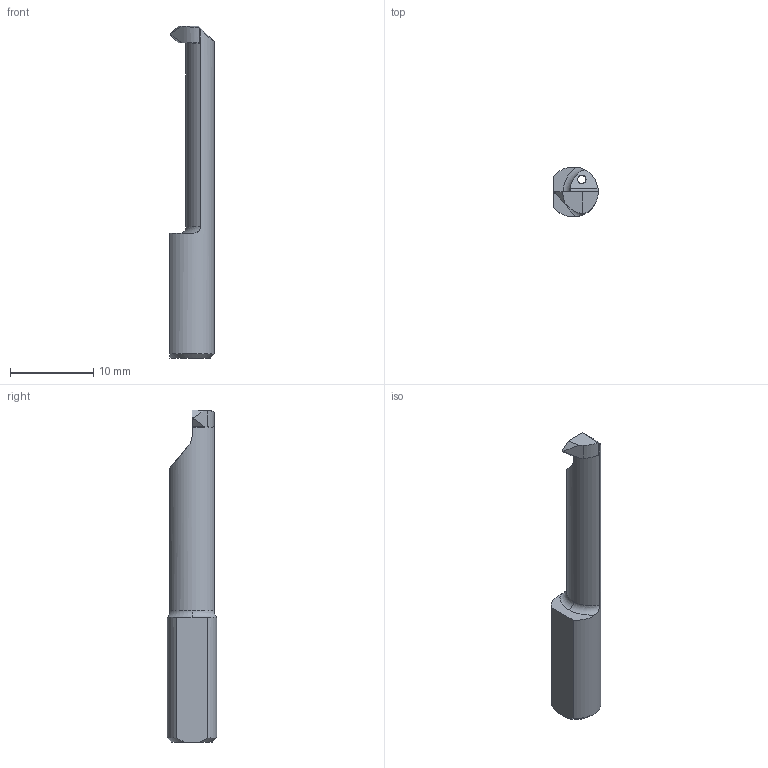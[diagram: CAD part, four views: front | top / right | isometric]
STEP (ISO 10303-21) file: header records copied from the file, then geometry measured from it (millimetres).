
FILE_DESCRIPTION (( 'STEP AP203' ), '1' );
FILE_NAME ('LP60.6-25.step', '2024-10-01T14:20:55', ( '' ), ( '' ), 'SwSTEP 2.0', 'SolidWorks 2022', '' );
FILE_SCHEMA (( 'CONFIG_CONTROL_DESIGN' ));
Length unit declared in the file: millimetre
Products named in the file (1): LP60.6-25
Bounding box: 5.35 x 5.99 x 40 mm (x, y, z)
Volume: 666.7 mm3; surface area: 749.2 mm2
Topology: 1 solids, 1 shells, 24 faces, 64 edges, 42 vertices
Faces by surface type: plane 12, cylinder 7, torus 3, cone 2
Entity records: 858 total; most frequent: CARTESIAN_POINT 199, ORIENTED_EDGE 128, DIRECTION 115, EDGE_CURVE 64, AXIS2_PLACEMENT_3D 42, VERTEX_POINT 42, VECTOR 31, LINE 31
